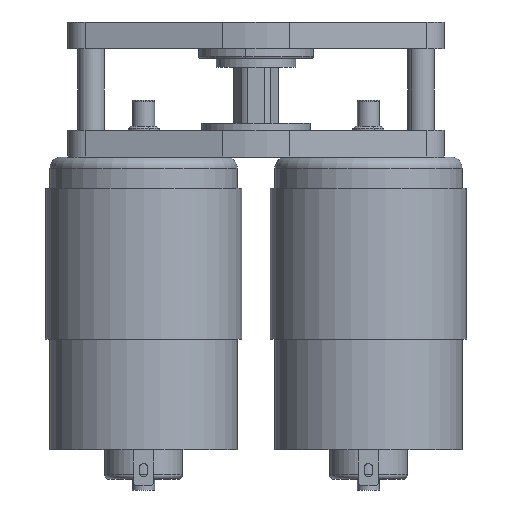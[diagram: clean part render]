
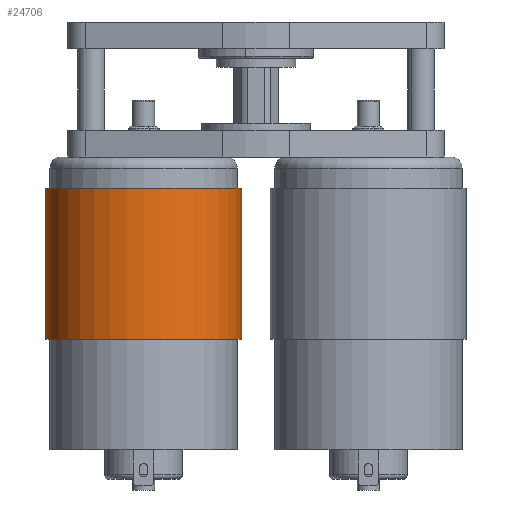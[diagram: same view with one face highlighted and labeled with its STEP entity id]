
A CAD part, front view. The second image highlights one B-rep face of the part: STEP entity #24706.
In plain terms, the highlighted cylindrical face has radius 22.15 mm (diameter 44.3 mm), a partial arc.
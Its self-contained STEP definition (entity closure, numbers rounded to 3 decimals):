
#454 = CARTESIAN_POINT ( 'NONE',  ( 7.1, 0., 0. ) ) ;
#698 = LINE ( 'NONE', #26376, #3454 ) ;
#1089 = VERTEX_POINT ( 'NONE', #15822 ) ;
#1662 = EDGE_CURVE ( 'NONE', #26612, #18418, #18823, .T. ) ;
#2841 = DIRECTION ( 'NONE',  ( 1., 0., 0. ) ) ;
#3454 = VECTOR ( 'NONE', #8801, 1000. ) ;
#3904 = CARTESIAN_POINT ( 'NONE',  ( 41.1, 0., -22.15 ) ) ;
#4305 = AXIS2_PLACEMENT_3D ( 'NONE', #454, #28188, #22969 ) ;
#6343 = DIRECTION ( 'NONE',  ( 1., 0., 0. ) ) ;
#6731 = CIRCLE ( 'NONE', #4305, 22.15 ) ;
#7048 = VECTOR ( 'NONE', #6343, 1000. ) ;
#7595 = CARTESIAN_POINT ( 'NONE',  ( 41.1, 0., 0. ) ) ;
#7875 = CARTESIAN_POINT ( 'NONE',  ( 63.872, 0., 0. ) ) ;
#8801 = DIRECTION ( 'NONE',  ( 1., 0., 0. ) ) ;
#12683 = EDGE_CURVE ( 'NONE', #32021, #1089, #6731, .T. ) ;
#13378 = EDGE_CURVE ( 'NONE', #32021, #26612, #698, .T. ) ;
#14082 = FACE_OUTER_BOUND ( 'NONE', #31201, .T. ) ;
#15822 = CARTESIAN_POINT ( 'NONE',  ( 7.1, 0., -22.15 ) ) ;
#16042 = CYLINDRICAL_SURFACE ( 'NONE', #22845, 22.15 ) ;
#17789 = CARTESIAN_POINT ( 'NONE',  ( 41.1, 0., 22.15 ) ) ;
#17934 = LINE ( 'NONE', #26411, #7048 ) ;
#18418 = VERTEX_POINT ( 'NONE', #3904 ) ;
#18823 = CIRCLE ( 'NONE', #25065, 22.15 ) ;
#18841 = ORIENTED_EDGE ( 'NONE', *, *, #12683, .T. ) ;
#20341 = DIRECTION ( 'NONE',  ( 0., 0., -1. ) ) ;
#21962 = ORIENTED_EDGE ( 'NONE', *, *, #1662, .F. ) ;
#22845 = AXIS2_PLACEMENT_3D ( 'NONE', #7875, #2841, #23010 ) ;
#22969 = DIRECTION ( 'NONE',  ( 0., 0., -1. ) ) ;
#23010 = DIRECTION ( 'NONE',  ( 0., 0., -1. ) ) ;
#24706 = ADVANCED_FACE ( 'NONE', ( #14082 ), #16042, .T. ) ;
#25043 = DIRECTION ( 'NONE',  ( 1., 0., 0. ) ) ;
#25065 = AXIS2_PLACEMENT_3D ( 'NONE', #7595, #25043, #20341 ) ;
#25286 = EDGE_CURVE ( 'NONE', #1089, #18418, #17934, .T. ) ;
#26376 = CARTESIAN_POINT ( 'NONE',  ( 63.872, 0., 22.15 ) ) ;
#26411 = CARTESIAN_POINT ( 'NONE',  ( 63.872, 0., -22.15 ) ) ;
#26612 = VERTEX_POINT ( 'NONE', #17789 ) ;
#26783 = ORIENTED_EDGE ( 'NONE', *, *, #13378, .F. ) ;
#28188 = DIRECTION ( 'NONE',  ( 1., 0., 0. ) ) ;
#28776 = ORIENTED_EDGE ( 'NONE', *, *, #25286, .T. ) ;
#30148 = CARTESIAN_POINT ( 'NONE',  ( 7.1, 0., 22.15 ) ) ;
#31201 = EDGE_LOOP ( 'NONE', ( #26783, #18841, #28776, #21962 ) ) ;
#32021 = VERTEX_POINT ( 'NONE', #30148 ) ;
